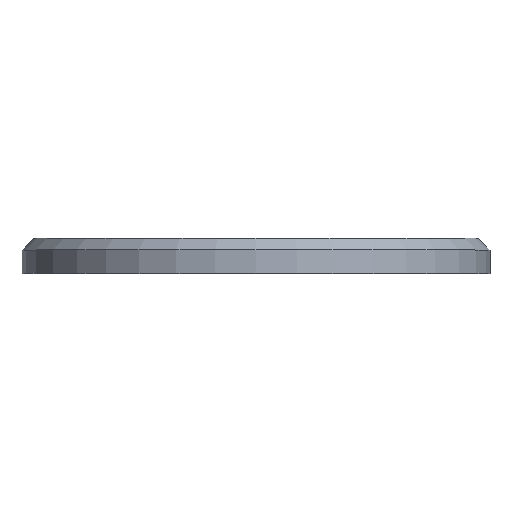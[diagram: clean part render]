
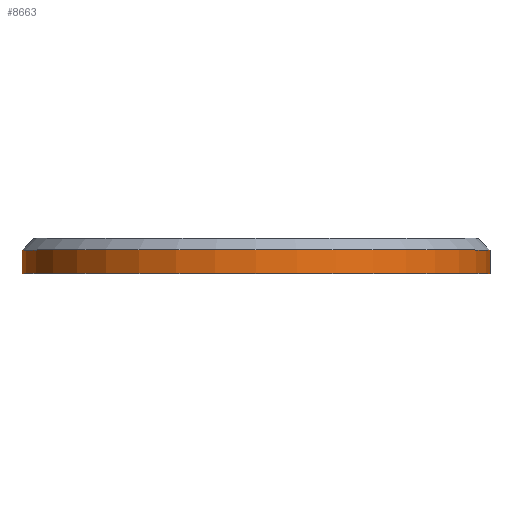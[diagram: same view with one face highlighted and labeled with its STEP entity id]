
A CAD part, top view. The second image highlights one B-rep face of the part: STEP entity #8663.
In plain terms, the highlighted cylindrical face has radius 20 mm (diameter 40 mm), a full revolution.
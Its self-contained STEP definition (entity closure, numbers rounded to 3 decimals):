
#593 = CARTESIAN_POINT ( 'NONE',  ( 0., 2., 20. ) ) ;
#1251 = EDGE_LOOP ( 'NONE', ( #1806 ) ) ;
#1806 = ORIENTED_EDGE ( 'NONE', *, *, #5773, .T. ) ;
#2074 = DIRECTION ( 'NONE',  ( 0., 0., 1. ) ) ;
#2908 = EDGE_LOOP ( 'NONE', ( #4944 ) ) ;
#4653 = CYLINDRICAL_SURFACE ( 'NONE', #7817, 20. ) ;
#4915 = VERTEX_POINT ( 'NONE', #9810 ) ;
#4944 = ORIENTED_EDGE ( 'NONE', *, *, #13228, .T. ) ;
#5501 = DIRECTION ( 'NONE',  ( 0., -1., 0. ) ) ;
#5773 = EDGE_CURVE ( 'NONE', #4915, #4915, #8793, .T. ) ;
#6051 = CIRCLE ( 'NONE', #7838, 20. ) ;
#6506 = DIRECTION ( 'NONE',  ( 0., 0., 1. ) ) ;
#7364 = CARTESIAN_POINT ( 'NONE',  ( 0., 3., 0. ) ) ;
#7694 = FACE_OUTER_BOUND ( 'NONE', #1251, .T. ) ;
#7817 = AXIS2_PLACEMENT_3D ( 'NONE', #7364, #9337, #10434 ) ;
#7838 = AXIS2_PLACEMENT_3D ( 'NONE', #12715, #5501, #6506 ) ;
#8125 = CARTESIAN_POINT ( 'NONE',  ( 0., 0., 0. ) ) ;
#8663 = ADVANCED_FACE ( 'NONE', ( #12583, #7694 ), #4653, .T. ) ;
#8793 = CIRCLE ( 'NONE', #9281, 20. ) ;
#9281 = AXIS2_PLACEMENT_3D ( 'NONE', #8125, #11173, #2074 ) ;
#9337 = DIRECTION ( 'NONE',  ( 0., -1., 0. ) ) ;
#9810 = CARTESIAN_POINT ( 'NONE',  ( 0., 0., 20. ) ) ;
#10434 = DIRECTION ( 'NONE',  ( 0., 0., -1. ) ) ;
#11173 = DIRECTION ( 'NONE',  ( 0., 1., 0. ) ) ;
#12583 = FACE_OUTER_BOUND ( 'NONE', #2908, .T. ) ;
#12715 = CARTESIAN_POINT ( 'NONE',  ( 0., 2., 0. ) ) ;
#12865 = VERTEX_POINT ( 'NONE', #593 ) ;
#13228 = EDGE_CURVE ( 'NONE', #12865, #12865, #6051, .T. ) ;
